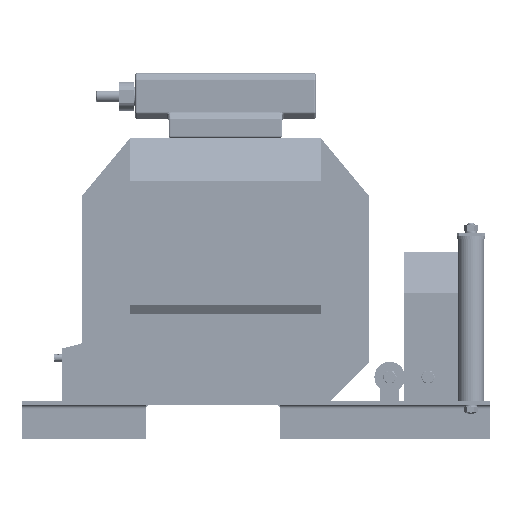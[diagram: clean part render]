
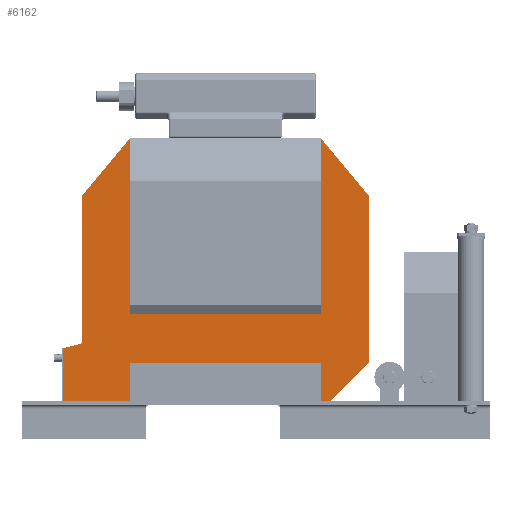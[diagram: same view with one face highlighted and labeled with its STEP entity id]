
A CAD part, left-side view. The second image highlights one B-rep face of the part: STEP entity #6162.
In plain terms, the highlighted face is planar.
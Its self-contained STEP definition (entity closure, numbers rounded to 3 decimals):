
#6162=ADVANCED_FACE('',(#19303),#19305,.F.);
#19303=FACE_BOUND('',#19304,.T.);
#19304=EDGE_LOOP('',(#35922,#35923,#35924,#35925,#35926,#35927,#35928,#35929,#35930,
#35931,#35932,#35933,#35934,#35935,#35936));
#19305=PLANE('',#19306);
#19306=AXIS2_PLACEMENT_3D('',#19307,#19308,#19309);
#19307=CARTESIAN_POINT('',(-150.,55.,-46.878));
#19308=DIRECTION('',(0.,-1.,0.));
#19309=DIRECTION('',(0.,0.,-1.));
#35922=ORIENTED_EDGE('',*,*,#42185,.F.);
#35923=ORIENTED_EDGE('',*,*,#42186,.F.);
#35924=ORIENTED_EDGE('',*,*,#42187,.F.);
#35925=ORIENTED_EDGE('',*,*,#42188,.T.);
#35926=ORIENTED_EDGE('',*,*,#42189,.T.);
#35927=ORIENTED_EDGE('',*,*,#42190,.F.);
#35928=ORIENTED_EDGE('',*,*,#42191,.F.);
#35929=ORIENTED_EDGE('',*,*,#42192,.T.);
#35930=ORIENTED_EDGE('',*,*,#42193,.T.);
#35931=ORIENTED_EDGE('',*,*,#42121,.F.);
#35932=ORIENTED_EDGE('',*,*,#42194,.T.);
#35933=ORIENTED_EDGE('',*,*,#42195,.F.);
#35934=ORIENTED_EDGE('',*,*,#42196,.F.);
#35935=ORIENTED_EDGE('',*,*,#42117,.F.);
#35936=ORIENTED_EDGE('',*,*,#42184,.F.);
#42117=EDGE_CURVE('',#45978,#45980,#45981,.F.);
#42121=EDGE_CURVE('',#45986,#45988,#45989,.F.);
#42184=EDGE_CURVE('',#46090,#45978,#46092,.T.);
#42185=EDGE_CURVE('',#46093,#46090,#46094,.F.);
#42186=EDGE_CURVE('',#46095,#46093,#46096,.T.);
#42187=EDGE_CURVE('',#46097,#46095,#46098,.T.);
#42188=EDGE_CURVE('',#46097,#46099,#46100,.T.);
#42189=EDGE_CURVE('',#46099,#46101,#46102,.T.);
#42190=EDGE_CURVE('',#46103,#46101,#46104,.T.);
#42191=EDGE_CURVE('',#46105,#46103,#46106,.F.);
#42192=EDGE_CURVE('',#46105,#46107,#46108,.T.);
#42193=EDGE_CURVE('',#46107,#45988,#46109,.T.);
#42194=EDGE_CURVE('',#45986,#46110,#46111,.T.);
#42195=EDGE_CURVE('',#46112,#46110,#46113,.T.);
#42196=EDGE_CURVE('',#45980,#46112,#46114,.T.);
#45978=VERTEX_POINT('',#53126);
#45980=VERTEX_POINT('',#53130);
#45981=LINE('',#53131,#53132);
#45986=VERTEX_POINT('',#53142);
#45988=VERTEX_POINT('',#53146);
#45989=LINE('',#53147,#53148);
#46090=VERTEX_POINT('',#53387);
#46092=LINE('',#53391,#53392);
#46093=VERTEX_POINT('',#53394);
#46094=LINE('',#53395,#53396);
#46095=VERTEX_POINT('',#53398);
#46096=LINE('',#53399,#53400);
#46097=VERTEX_POINT('',#53402);
#46098=LINE('',#53403,#53404);
#46099=VERTEX_POINT('',#53406);
#46100=LINE('',#53407,#53408);
#46101=VERTEX_POINT('',#53410);
#46102=LINE('',#53411,#53412);
#46103=VERTEX_POINT('',#53414);
#46104=LINE('',#53415,#53416);
#46105=VERTEX_POINT('',#53418);
#46106=LINE('',#53419,#53420);
#46107=VERTEX_POINT('',#53422);
#46108=LINE('',#53423,#53424);
#46109=LINE('',#53426,#53427);
#46110=VERTEX_POINT('',#53429);
#46111=LINE('',#53430,#53431);
#46112=VERTEX_POINT('',#53433);
#46113=LINE('',#53434,#53435);
#46114=LINE('',#53437,#53438);
#53126=CARTESIAN_POINT('',(-110.,55.,-137.5));
#53130=CARTESIAN_POINT('',(-100.,55.,-137.5));
#53131=CARTESIAN_POINT('',(-100.,55.,-137.5));
#53132=VECTOR('',#53133,1.);
#53133=DIRECTION('',(-1.,0.,0.));
#53142=CARTESIAN_POINT('',(100.,55.,-137.5));
#53146=CARTESIAN_POINT('',(170.,55.,-137.5));
#53147=CARTESIAN_POINT('',(170.,55.,-137.5));
#53148=VECTOR('',#53149,1.);
#53149=DIRECTION('',(-1.,0.,0.));
#53387=CARTESIAN_POINT('',(-150.,55.,-97.5));
#53391=CARTESIAN_POINT('',(-150.,55.,-97.5));
#53392=VECTOR('',#53393,1.);
#53393=DIRECTION('',(0.707,0.,-0.707));
#53394=CARTESIAN_POINT('',(-150.,55.,77.5));
#53395=CARTESIAN_POINT('',(-150.,55.,-97.5));
#53396=VECTOR('',#53397,1.);
#53397=DIRECTION('',(0.,0.,1.));
#53398=CARTESIAN_POINT('',(-100.,55.,137.5));
#53399=CARTESIAN_POINT('',(-100.,55.,137.5));
#53400=VECTOR('',#53401,1.);
#53401=DIRECTION('',(-0.64,0.,-0.768));
#53402=CARTESIAN_POINT('',(-100.,55.,-46.878));
#53403=CARTESIAN_POINT('',(-100.,55.,-46.878));
#53404=VECTOR('',#53405,1.);
#53405=DIRECTION('',(0.,0.,1.));
#53406=CARTESIAN_POINT('',(100.,55.,-46.878));
#53407=CARTESIAN_POINT('',(-100.,55.,-46.878));
#53408=VECTOR('',#53409,1.);
#53409=DIRECTION('',(1.,0.,0.));
#53410=CARTESIAN_POINT('',(100.,55.,137.5));
#53411=CARTESIAN_POINT('',(100.,55.,-46.878));
#53412=VECTOR('',#53413,1.);
#53413=DIRECTION('',(0.,0.,1.));
#53414=CARTESIAN_POINT('',(150.,55.,77.5));
#53415=CARTESIAN_POINT('',(150.,55.,77.5));
#53416=VECTOR('',#53417,1.);
#53417=DIRECTION('',(-0.64,0.,0.768));
#53418=CARTESIAN_POINT('',(150.,55.,-77.141));
#53419=CARTESIAN_POINT('',(150.,55.,77.5));
#53420=VECTOR('',#53421,1.);
#53421=DIRECTION('',(0.,0.,-1.));
#53422=CARTESIAN_POINT('',(170.,55.,-82.5));
#53423=CARTESIAN_POINT('',(150.,55.,-77.141));
#53424=VECTOR('',#53425,1.);
#53425=DIRECTION('',(0.966,0.,-0.259));
#53426=CARTESIAN_POINT('',(170.,55.,-82.5));
#53427=VECTOR('',#53428,1.);
#53428=DIRECTION('',(0.,0.,-1.));
#53429=CARTESIAN_POINT('',(100.,55.,-97.5));
#53430=CARTESIAN_POINT('',(100.,55.,-137.5));
#53431=VECTOR('',#53432,1.);
#53432=DIRECTION('',(0.,0.,1.));
#53433=CARTESIAN_POINT('',(-100.,55.,-97.5));
#53434=CARTESIAN_POINT('',(-100.,55.,-97.5));
#53435=VECTOR('',#53436,1.);
#53436=DIRECTION('',(1.,0.,0.));
#53437=CARTESIAN_POINT('',(-100.,55.,-137.5));
#53438=VECTOR('',#53439,1.);
#53439=DIRECTION('',(0.,0.,1.));
